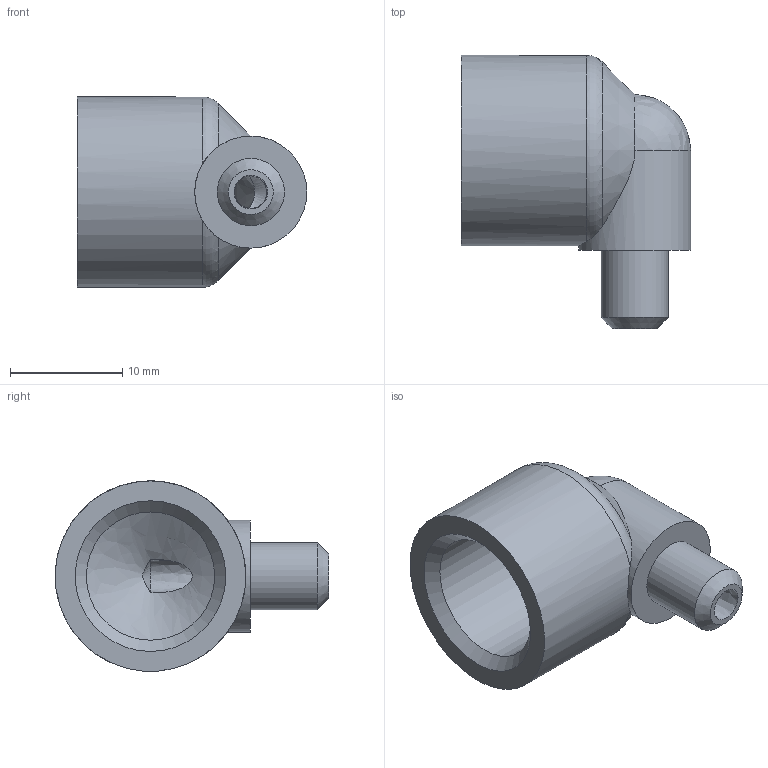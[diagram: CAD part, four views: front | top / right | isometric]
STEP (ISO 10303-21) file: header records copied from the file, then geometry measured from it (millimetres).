
FILE_DESCRIPTION((''),'2;1');
FILE_NAME('Winkelstueck G1_4 M6 90° Sonderversion A260011353.stp','2008-01-14T13:40:07',('ScheitB'),(''),'Autodesk Inventor 10','Autodesk Inventor 10','');
FILE_SCHEMA(('AUTOMOTIVE_DESIGN { 1 0 10303 214 1 1 1 1 }'));
Length unit declared in the file: millimetre
Products named in the file (1): anwin04g_m6
Bounding box: 20.5 x 24.39 x 16.98 mm (x, y, z)
Volume: 2438.8 mm3; surface area: 2048 mm2
Topology: 1 solids, 1 shells, 15 faces, 35 edges, 21 vertices
Faces by surface type: bspline 4, cone 3, plane 3, cylinder 3, torus 1, sphere 1
Full cylindrical faces by diameter (mm): 6 x1, 10 x1, 17 x1
Entity records: 540 total; most frequent: CARTESIAN_POINT 256, DIRECTION 52, ORIENTED_EDGE 42, AXIS2_PLACEMENT_3D 26, EDGE_LOOP 26, EDGE_CURVE 21, VERTEX_POINT 17, FACE_OUTER_BOUND 15
